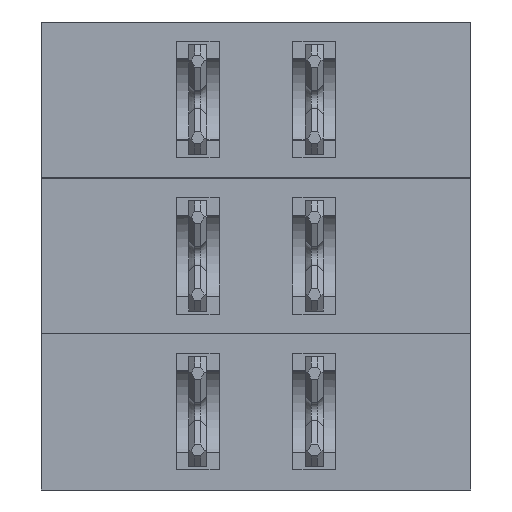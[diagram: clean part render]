
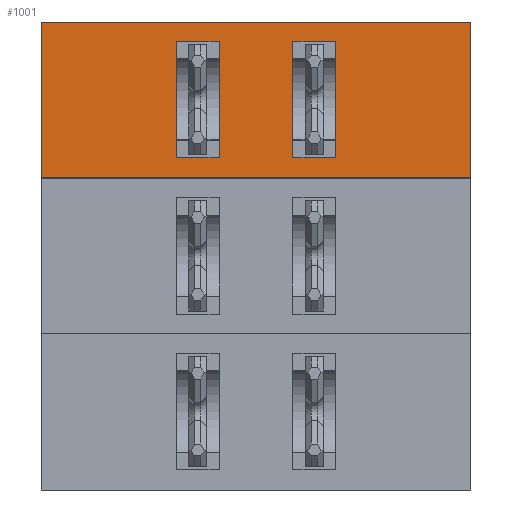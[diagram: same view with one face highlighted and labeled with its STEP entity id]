
A CAD part, front view. The second image highlights one B-rep face of the part: STEP entity #1001.
In plain terms, the highlighted planar face has unit normal (0, -1, 0).
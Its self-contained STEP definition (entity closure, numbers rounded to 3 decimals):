
#1001 = ADVANCED_FACE( '', ( #2647, #2648, #2649 ), #2650, .F. );
#2647 = FACE_OUTER_BOUND( '', #4996, .T. );
#2648 = FACE_BOUND( '', #4997, .T. );
#2649 = FACE_BOUND( '', #4998, .T. );
#2650 = PLANE( '', #4999 );
#4996 = EDGE_LOOP( '', ( #7892, #7893, #7894, #7895 ) );
#4997 = EDGE_LOOP( '', ( #7896, #7897, #7898, #7899 ) );
#4998 = EDGE_LOOP( '', ( #7900, #7901, #7902, #7903 ) );
#4999 = AXIS2_PLACEMENT_3D( '', #7904, #7905, #7906 );
#7892 = ORIENTED_EDGE( '', *, *, #15184, .T. );
#7893 = ORIENTED_EDGE( '', *, *, #15066, .F. );
#7894 = ORIENTED_EDGE( '', *, *, #15192, .T. );
#7895 = ORIENTED_EDGE( '', *, *, #15193, .T. );
#7896 = ORIENTED_EDGE( '', *, *, #15194, .F. );
#7897 = ORIENTED_EDGE( '', *, *, #15195, .F. );
#7898 = ORIENTED_EDGE( '', *, *, #15196, .F. );
#7899 = ORIENTED_EDGE( '', *, *, #15197, .F. );
#7900 = ORIENTED_EDGE( '', *, *, #15198, .F. );
#7901 = ORIENTED_EDGE( '', *, *, #15199, .F. );
#7902 = ORIENTED_EDGE( '', *, *, #15200, .F. );
#7903 = ORIENTED_EDGE( '', *, *, #15201, .F. );
#7904 = CARTESIAN_POINT( '', ( 24.476, -5.152, -10. ) );
#7905 = DIRECTION( '', ( 0., 1., 0. ) );
#7906 = DIRECTION( '', ( 1., 0., 0. ) );
#15066 = EDGE_CURVE( '', #18420, #18415, #18422, .T. );
#15184 = EDGE_CURVE( '', #18623, #18415, #18624, .T. );
#15192 = EDGE_CURVE( '', #18420, #18637, #18638, .T. );
#15193 = EDGE_CURVE( '', #18637, #18623, #18639, .T. );
#15194 = EDGE_CURVE( '', #18640, #18641, #18642, .T. );
#15195 = EDGE_CURVE( '', #18643, #18640, #18644, .T. );
#15196 = EDGE_CURVE( '', #18645, #18643, #18646, .T. );
#15197 = EDGE_CURVE( '', #18641, #18645, #18647, .T. );
#15198 = EDGE_CURVE( '', #18648, #18649, #18650, .T. );
#15199 = EDGE_CURVE( '', #18651, #18648, #18652, .T. );
#15200 = EDGE_CURVE( '', #18653, #18651, #18654, .T. );
#15201 = EDGE_CURVE( '', #18649, #18653, #18655, .T. );
#18415 = VERTEX_POINT( '', #23224 );
#18420 = VERTEX_POINT( '', #23231 );
#18422 = LINE( '', #23234, #23235 );
#18623 = VERTEX_POINT( '', #23521 );
#18624 = LINE( '', #23522, #23523 );
#18637 = VERTEX_POINT( '', #23542 );
#18638 = LINE( '', #23543, #23544 );
#18639 = LINE( '', #23545, #23546 );
#18640 = VERTEX_POINT( '', #23547 );
#18641 = VERTEX_POINT( '', #23548 );
#18642 = LINE( '', #23549, #23550 );
#18643 = VERTEX_POINT( '', #23551 );
#18644 = LINE( '', #23552, #23553 );
#18645 = VERTEX_POINT( '', #23554 );
#18646 = LINE( '', #23555, #23556 );
#18647 = LINE( '', #23557, #23558 );
#18648 = VERTEX_POINT( '', #23559 );
#18649 = VERTEX_POINT( '', #23560 );
#18650 = LINE( '', #23561, #23562 );
#18651 = VERTEX_POINT( '', #23563 );
#18652 = LINE( '', #23564, #23565 );
#18653 = VERTEX_POINT( '', #23566 );
#18654 = LINE( '', #23567, #23568 );
#18655 = LINE( '', #23569, #23570 );
#23224 = CARTESIAN_POINT( '', ( 24.476, -5.152, -12.543 ) );
#23231 = CARTESIAN_POINT( '', ( 24.476, -5.152, -10. ) );
#23234 = CARTESIAN_POINT( '', ( 24.476, -5.152, -10. ) );
#23235 = VECTOR( '', #29101, 1000. );
#23521 = CARTESIAN_POINT( '', ( 17.476, -5.152, -12.543 ) );
#23522 = CARTESIAN_POINT( '', ( 20.976, -5.152, -12.543 ) );
#23523 = VECTOR( '', #29229, 1000. );
#23542 = CARTESIAN_POINT( '', ( 17.476, -5.152, -10. ) );
#23543 = CARTESIAN_POINT( '', ( 24.476, -5.152, -10. ) );
#23544 = VECTOR( '', #29236, 1000. );
#23545 = CARTESIAN_POINT( '', ( 17.476, -5.152, -10. ) );
#23546 = VECTOR( '', #29237, 1000. );
#23547 = CARTESIAN_POINT( '', ( 21.576, -5.152, -10.312 ) );
#23548 = CARTESIAN_POINT( '', ( 21.576, -5.152, -12.212 ) );
#23549 = CARTESIAN_POINT( '', ( 21.576, -5.152, -10. ) );
#23550 = VECTOR( '', #29238, 1000. );
#23551 = CARTESIAN_POINT( '', ( 22.276, -5.152, -10.312 ) );
#23552 = CARTESIAN_POINT( '', ( 20.976, -5.152, -10.312 ) );
#23553 = VECTOR( '', #29239, 1000. );
#23554 = CARTESIAN_POINT( '', ( 22.276, -5.152, -12.212 ) );
#23555 = CARTESIAN_POINT( '', ( 22.276, -5.152, -10. ) );
#23556 = VECTOR( '', #29240, 1000. );
#23557 = CARTESIAN_POINT( '', ( 20.976, -5.152, -12.212 ) );
#23558 = VECTOR( '', #29241, 1000. );
#23559 = CARTESIAN_POINT( '', ( 19.676, -5.152, -10.312 ) );
#23560 = CARTESIAN_POINT( '', ( 19.676, -5.152, -12.212 ) );
#23561 = CARTESIAN_POINT( '', ( 19.676, -5.152, -10. ) );
#23562 = VECTOR( '', #29242, 1000. );
#23563 = CARTESIAN_POINT( '', ( 20.376, -5.152, -10.312 ) );
#23564 = CARTESIAN_POINT( '', ( 20.976, -5.152, -10.312 ) );
#23565 = VECTOR( '', #29243, 1000. );
#23566 = CARTESIAN_POINT( '', ( 20.376, -5.152, -12.212 ) );
#23567 = CARTESIAN_POINT( '', ( 20.376, -5.152, -10. ) );
#23568 = VECTOR( '', #29244, 1000. );
#23569 = CARTESIAN_POINT( '', ( 20.976, -5.152, -12.212 ) );
#23570 = VECTOR( '', #29245, 1000. );
#29101 = DIRECTION( '', ( 0., 0., -1. ) );
#29229 = DIRECTION( '', ( 1., 0., 0. ) );
#29236 = DIRECTION( '', ( -1., 0., 0. ) );
#29237 = DIRECTION( '', ( 0., 0., -1. ) );
#29238 = DIRECTION( '', ( 0., 0., -1. ) );
#29239 = DIRECTION( '', ( -1., 0., 0. ) );
#29240 = DIRECTION( '', ( 0., 0., 1. ) );
#29241 = DIRECTION( '', ( 1., 0., 0. ) );
#29242 = DIRECTION( '', ( 0., 0., -1. ) );
#29243 = DIRECTION( '', ( -1., 0., 0. ) );
#29244 = DIRECTION( '', ( 0., 0., 1. ) );
#29245 = DIRECTION( '', ( 1., 0., 0. ) );
